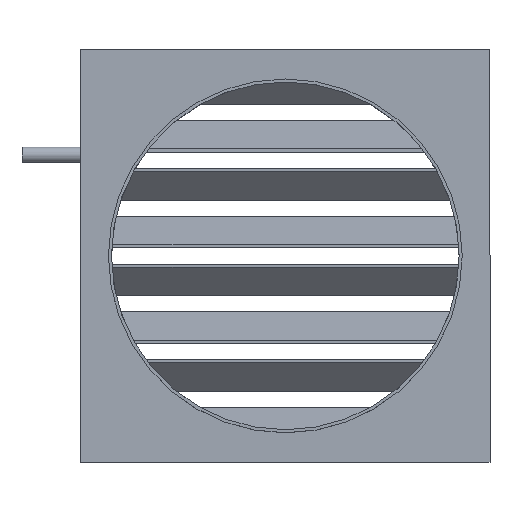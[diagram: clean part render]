
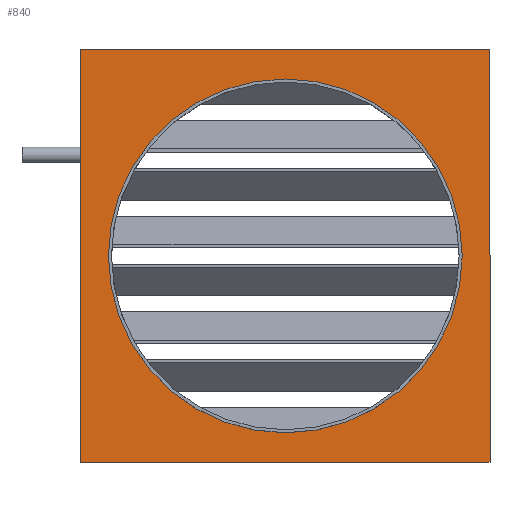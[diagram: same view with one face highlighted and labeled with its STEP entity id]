
A CAD part, top view. The second image highlights one B-rep face of the part: STEP entity #840.
In plain terms, the highlighted planar face has unit normal (0, 0, 1).
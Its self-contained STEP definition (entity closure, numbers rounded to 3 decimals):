
#38 = VERTEX_POINT ( 'NONE', #874 ) ;
#71 = DIRECTION ( 'NONE',  ( -1., 0., 0. ) ) ;
#76 = CARTESIAN_POINT ( 'NONE',  ( 202.5, -204., 34.5 ) ) ;
#81 = CARTESIAN_POINT ( 'NONE',  ( 202.5, 204., 34.5 ) ) ;
#87 = CARTESIAN_POINT ( 'NONE',  ( -202.5, 204., 34.5 ) ) ;
#89 = DIRECTION ( 'NONE',  ( 1., 0., 0. ) ) ;
#91 = VERTEX_POINT ( 'NONE', #81 ) ;
#92 = DIRECTION ( 'NONE',  ( 0., 0., 1. ) ) ;
#94 = CARTESIAN_POINT ( 'NONE',  ( 0., 0., 34.5 ) ) ;
#110 = LINE ( 'NONE', #544, #692 ) ;
#119 = VERTEX_POINT ( 'NONE', #1359 ) ;
#216 = CARTESIAN_POINT ( 'NONE',  ( 175., 0., 34.5 ) ) ;
#221 = FACE_OUTER_BOUND ( 'NONE', #1004, .T. ) ;
#242 = ORIENTED_EDGE ( 'NONE', *, *, #986, .T. ) ;
#352 = CARTESIAN_POINT ( 'NONE',  ( -202.5, 204., 34.5 ) ) ;
#353 = DIRECTION ( 'NONE',  ( 0., -1., 0. ) ) ;
#369 = VERTEX_POINT ( 'NONE', #216 ) ;
#379 = ORIENTED_EDGE ( 'NONE', *, *, #1225, .T. ) ;
#432 = ORIENTED_EDGE ( 'NONE', *, *, #1211, .F. ) ;
#452 = CIRCLE ( 'NONE', #1070, 175. ) ;
#456 = EDGE_CURVE ( 'NONE', #119, #369, #717, .T. ) ;
#530 = VECTOR ( 'NONE', #353, 1000. ) ;
#544 = CARTESIAN_POINT ( 'NONE',  ( 202.5, 204., 34.5 ) ) ;
#564 = LINE ( 'NONE', #1236, #1160 ) ;
#571 = LINE ( 'NONE', #352, #530 ) ;
#598 = EDGE_CURVE ( 'NONE', #38, #1227, #564, .T. ) ;
#608 = EDGE_LOOP ( 'NONE', ( #432, #1073 ) ) ;
#663 = AXIS2_PLACEMENT_3D ( 'NONE', #775, #747, #739 ) ;
#692 = VECTOR ( 'NONE', #1084, 1000. ) ;
#717 = CIRCLE ( 'NONE', #1059, 175. ) ;
#720 = ORIENTED_EDGE ( 'NONE', *, *, #598, .T. ) ;
#739 = DIRECTION ( 'NONE',  ( 1., 0., 0. ) ) ;
#747 = DIRECTION ( 'NONE',  ( 0., 0., 1. ) ) ;
#775 = CARTESIAN_POINT ( 'NONE',  ( 0., 0., 34.5 ) ) ;
#799 = VERTEX_POINT ( 'NONE', #851 ) ;
#820 = PLANE ( 'NONE',  #663 ) ;
#840 = ADVANCED_FACE ( 'NONE', ( #221, #872 ), #820, .T. ) ;
#851 = CARTESIAN_POINT ( 'NONE',  ( -202.5, 204., 34.5 ) ) ;
#872 = FACE_BOUND ( 'NONE', #608, .T. ) ;
#874 = CARTESIAN_POINT ( 'NONE',  ( -202.5, -204., 34.5 ) ) ;
#911 = VECTOR ( 'NONE', #71, 1000. ) ;
#986 = EDGE_CURVE ( 'NONE', #1227, #91, #110, .T. ) ;
#1004 = EDGE_LOOP ( 'NONE', ( #1313, #720, #242, #379 ) ) ;
#1059 = AXIS2_PLACEMENT_3D ( 'NONE', #1427, #1425, #1424 ) ;
#1070 = AXIS2_PLACEMENT_3D ( 'NONE', #94, #92, #89 ) ;
#1073 = ORIENTED_EDGE ( 'NONE', *, *, #456, .F. ) ;
#1084 = DIRECTION ( 'NONE',  ( 0., 1., 0. ) ) ;
#1093 = EDGE_CURVE ( 'NONE', #799, #38, #571, .T. ) ;
#1160 = VECTOR ( 'NONE', #1243, 1000. ) ;
#1211 = EDGE_CURVE ( 'NONE', #369, #119, #452, .T. ) ;
#1218 = LINE ( 'NONE', #87, #911 ) ;
#1225 = EDGE_CURVE ( 'NONE', #91, #799, #1218, .T. ) ;
#1227 = VERTEX_POINT ( 'NONE', #76 ) ;
#1236 = CARTESIAN_POINT ( 'NONE',  ( -202.5, -204., 34.5 ) ) ;
#1243 = DIRECTION ( 'NONE',  ( 1., 0., 0. ) ) ;
#1313 = ORIENTED_EDGE ( 'NONE', *, *, #1093, .T. ) ;
#1359 = CARTESIAN_POINT ( 'NONE',  ( -175., 0., 34.5 ) ) ;
#1424 = DIRECTION ( 'NONE',  ( 1., 0., 0. ) ) ;
#1425 = DIRECTION ( 'NONE',  ( 0., 0., 1. ) ) ;
#1427 = CARTESIAN_POINT ( 'NONE',  ( 0., 0., 34.5 ) ) ;
